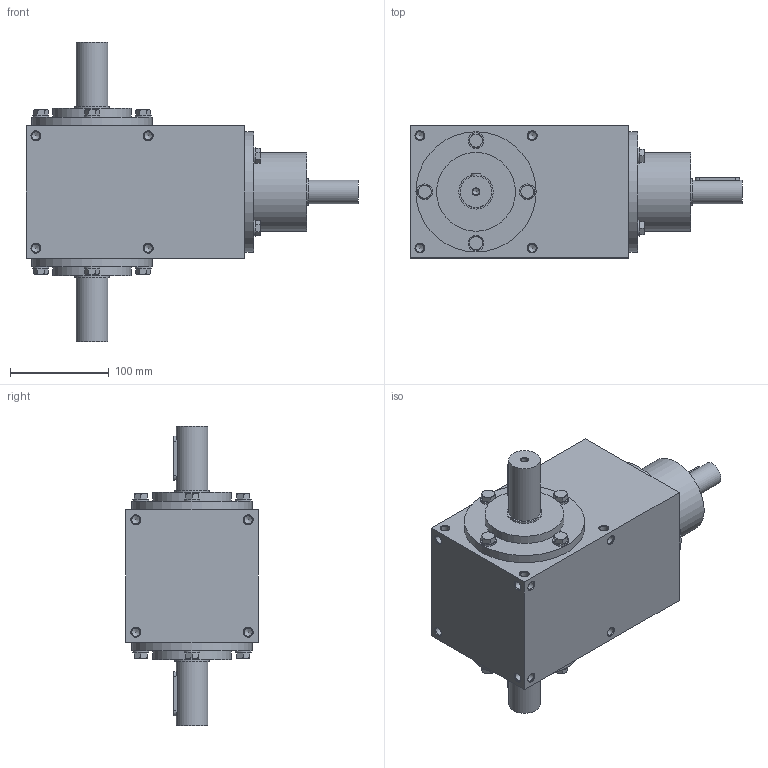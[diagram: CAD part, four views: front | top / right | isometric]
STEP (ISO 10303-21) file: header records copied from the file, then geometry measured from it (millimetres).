
FILE_DESCRIPTION(/* description */ ('STEP AP203'),/* implementation_level */ '2;1');
FILE_NAME(/* name */ 'RES32_RES-S2_R.1_4.5',/* time_stamp */ '2023-01-10T08:32:38+01:00',/* author */ ('License CC BY-ND 4.0'),/* organization */ ('CADENAS'),/* preprocessor_version */ 'ST-DEVELOPER v18.102',/* originating_system */ 'PARTsolutions',/* authorisation */ ' ');
FILE_SCHEMA (('CONFIG_CONTROL_DESIGN'));
Length unit declared in the file: millimetre
Products named in the file (5): RES32_RES-S2_R.1/4.5; RES32-shaft; REC32-shaft; RC_RR32-screw; RES322-case
Assembly tree (16 placements, depth 2):
  RES32_RES-S2_R.1/4.5
    RES32-shaft  x2
    REC32-shaft
    RC_RR32-screw  x12
    RES322-case
Bounding box: 337 x 134 x 304 mm (x, y, z)
Volume: 4834237.4 mm3; surface area: 282452.7 mm2
Topology: 16 solids, 16 shells, 332 faces, 763 edges, 464 vertices
Faces by surface type: plane 139, cone 118, cylinder 75
Full cylindrical faces by diameter (mm): 6.647 x3, 8.376 x40, 16 x12, 24 x1, 27 x2, 32 x2, 35 x3, 80 x3, 122 x3
Entity records: 3806 total; most frequent: DIRECTION 692, CARTESIAN_POINT 646, ORIENTED_EDGE 444, AXIS2_PLACEMENT_3D 326, FACE_BOUND 278, EDGE_LOOP 256, EDGE_CURVE 222, VERTEX_POINT 196
